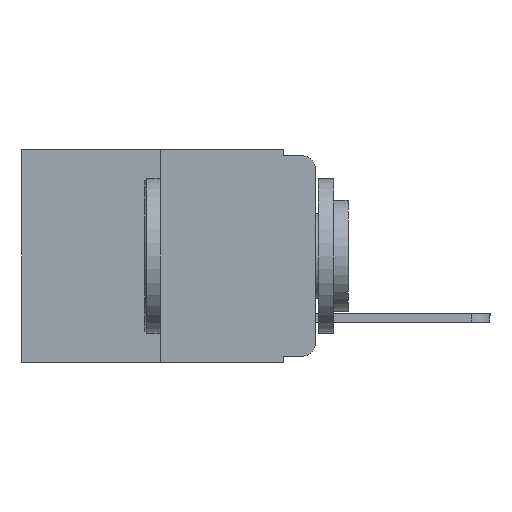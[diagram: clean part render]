
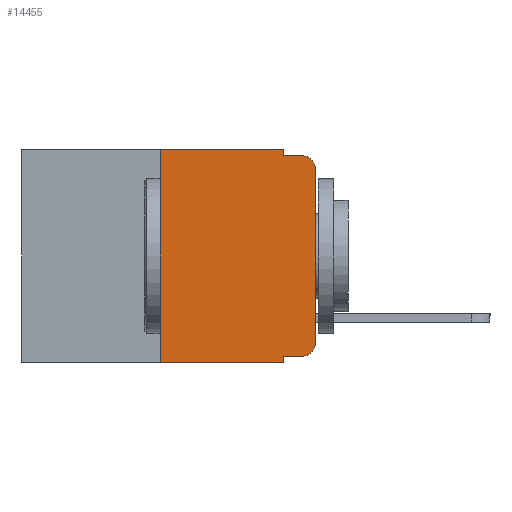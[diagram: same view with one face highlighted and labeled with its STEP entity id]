
A CAD part, left-side view. The second image highlights one B-rep face of the part: STEP entity #14455.
In plain terms, the highlighted planar face has unit normal (-1, 0, 0).
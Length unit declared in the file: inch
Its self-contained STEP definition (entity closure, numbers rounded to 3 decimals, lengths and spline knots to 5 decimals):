
#112 = CARTESIAN_POINT ( 'NONE',  ( 0., 0.473, 0. ) ) ;
#460 = EDGE_CURVE ( 'NONE', #542, #13815, #469, .T. ) ;
#469 = LINE ( 'NONE', #2586, #9684 ) ;
#542 = VERTEX_POINT ( 'NONE', #2000 ) ;
#904 = DIRECTION ( 'NONE',  ( 0., 0., -1. ) ) ;
#1132 = CARTESIAN_POINT ( 'NONE',  ( 0., 0.051, 0. ) ) ;
#1324 = CARTESIAN_POINT ( 'NONE',  ( 0., 0.02, -0.03 ) ) ;
#1508 = CARTESIAN_POINT ( 'NONE',  ( 0., 0.051, -0.333 ) ) ;
#2000 = CARTESIAN_POINT ( 'NONE',  ( 0., 0.25, 0. ) ) ;
#2106 = VERTEX_POINT ( 'NONE', #18964 ) ;
#2505 = FACE_OUTER_BOUND ( 'NONE', #16480, .T. ) ;
#2579 = ORIENTED_EDGE ( 'NONE', *, *, #10556, .F. ) ;
#2586 = CARTESIAN_POINT ( 'NONE',  ( 0., 0.473, 0. ) ) ;
#2609 = DIRECTION ( 'NONE',  ( 0., -1., 0. ) ) ;
#3278 = CARTESIAN_POINT ( 'NONE',  ( 0., 0., -0.03 ) ) ;
#3286 = DIRECTION ( 'NONE',  ( 0., 0., -1. ) ) ;
#3321 = LINE ( 'NONE', #3358, #4532 ) ;
#3358 = CARTESIAN_POINT ( 'NONE',  ( 0., 0.051, -0.333 ) ) ;
#4008 = CARTESIAN_POINT ( 'NONE',  ( 0., 0.02, -0.313 ) ) ;
#4015 = PLANE ( 'NONE',  #14291 ) ;
#4373 = CARTESIAN_POINT ( 'NONE',  ( 0., 0., -0.313 ) ) ;
#4530 = ORIENTED_EDGE ( 'NONE', *, *, #5018, .T. ) ;
#4532 = VECTOR ( 'NONE', #10473, 39.37008 ) ;
#4848 = ORIENTED_EDGE ( 'NONE', *, *, #13852, .T. ) ;
#5018 = EDGE_CURVE ( 'NONE', #13333, #14415, #17193, .T. ) ;
#5725 = ORIENTED_EDGE ( 'NONE', *, *, #9390, .F. ) ;
#5878 = DIRECTION ( 'NONE',  ( 0., 0., -1. ) ) ;
#5883 = DIRECTION ( 'NONE',  ( 1., 0., 0. ) ) ;
#6316 = LINE ( 'NONE', #18919, #19111 ) ;
#6787 = AXIS2_PLACEMENT_3D ( 'NONE', #1324, #13701, #3286 ) ;
#7076 = LINE ( 'NONE', #18788, #14968 ) ;
#7085 = EDGE_CURVE ( 'NONE', #17944, #17498, #9247, .T. ) ;
#7589 = ORIENTED_EDGE ( 'NONE', *, *, #14972, .T. ) ;
#7826 = LINE ( 'NONE', #13326, #20457 ) ;
#8055 = VERTEX_POINT ( 'NONE', #13186 ) ;
#8221 = VERTEX_POINT ( 'NONE', #3278 ) ;
#8248 = EDGE_CURVE ( 'NONE', #15489, #17944, #3321, .T. ) ;
#9244 = CARTESIAN_POINT ( 'NONE',  ( 0., 0.051, -0.343 ) ) ;
#9247 = CIRCLE ( 'NONE', #16202, 0.02 ) ;
#9390 = EDGE_CURVE ( 'NONE', #15489, #14415, #7826, .T. ) ;
#9401 = CARTESIAN_POINT ( 'NONE',  ( 0., 0.051, -0.01 ) ) ;
#9684 = VECTOR ( 'NONE', #2609, 39.37008 ) ;
#9796 = ORIENTED_EDGE ( 'NONE', *, *, #11641, .F. ) ;
#10473 = DIRECTION ( 'NONE',  ( 0., -1., 0. ) ) ;
#10556 = EDGE_CURVE ( 'NONE', #13333, #542, #7076, .T. ) ;
#10583 = DIRECTION ( 'NONE',  ( 0., 0., 1. ) ) ;
#10766 = CARTESIAN_POINT ( 'NONE',  ( 0., 0.25, -0.343 ) ) ;
#10843 = DIRECTION ( 'NONE',  ( 0., -1., 0. ) ) ;
#10881 = ORIENTED_EDGE ( 'NONE', *, *, #460, .F. ) ;
#11641 = EDGE_CURVE ( 'NONE', #13815, #2106, #12574, .T. ) ;
#12574 = LINE ( 'NONE', #14974, #20036 ) ;
#12724 = EDGE_CURVE ( 'NONE', #2106, #8055, #20001, .T. ) ;
#13186 = CARTESIAN_POINT ( 'NONE',  ( 0., 0.02, -0.01 ) ) ;
#13326 = CARTESIAN_POINT ( 'NONE',  ( 0., 0.051, 0. ) ) ;
#13333 = VERTEX_POINT ( 'NONE', #10766 ) ;
#13701 = DIRECTION ( 'NONE',  ( -1., 0., 0. ) ) ;
#13815 = VERTEX_POINT ( 'NONE', #1132 ) ;
#13852 = EDGE_CURVE ( 'NONE', #8221, #8055, #17936, .T. ) ;
#13929 = ORIENTED_EDGE ( 'NONE', *, *, #7085, .T. ) ;
#14030 = DIRECTION ( 'NONE',  ( 0., 0., 1. ) ) ;
#14291 = AXIS2_PLACEMENT_3D ( 'NONE', #112, #5883, #17687 ) ;
#14373 = DIRECTION ( 'NONE',  ( 0., -1., 0. ) ) ;
#14415 = VERTEX_POINT ( 'NONE', #9244 ) ;
#14455 = ADVANCED_FACE ( 'NONE', ( #2505 ), #4015, .F. ) ;
#14968 = VECTOR ( 'NONE', #10583, 39.37008 ) ;
#14972 = EDGE_CURVE ( 'NONE', #17498, #8221, #6316, .T. ) ;
#14974 = CARTESIAN_POINT ( 'NONE',  ( 0., 0.051, 0. ) ) ;
#15219 = ORIENTED_EDGE ( 'NONE', *, *, #8248, .T. ) ;
#15489 = VERTEX_POINT ( 'NONE', #1508 ) ;
#15612 = VECTOR ( 'NONE', #10843, 39.37008 ) ;
#15681 = VECTOR ( 'NONE', #14373, 39.37008 ) ;
#15898 = CARTESIAN_POINT ( 'NONE',  ( 0., 0.02, -0.333 ) ) ;
#15980 = DIRECTION ( 'NONE',  ( -1., 0., 0. ) ) ;
#16202 = AXIS2_PLACEMENT_3D ( 'NONE', #4008, #15980, #5878 ) ;
#16480 = EDGE_LOOP ( 'NONE', ( #7589, #4848, #18783, #9796, #10881, #2579, #4530, #5725, #15219, #13929 ) ) ;
#16575 = DIRECTION ( 'NONE',  ( 0., 0., -1. ) ) ;
#17193 = LINE ( 'NONE', #20595, #15612 ) ;
#17498 = VERTEX_POINT ( 'NONE', #4373 ) ;
#17687 = DIRECTION ( 'NONE',  ( 0., 0., -1. ) ) ;
#17936 = CIRCLE ( 'NONE', #6787, 0.02 ) ;
#17944 = VERTEX_POINT ( 'NONE', #15898 ) ;
#18783 = ORIENTED_EDGE ( 'NONE', *, *, #12724, .F. ) ;
#18788 = CARTESIAN_POINT ( 'NONE',  ( 0., 0.25, 0. ) ) ;
#18919 = CARTESIAN_POINT ( 'NONE',  ( 0., 0., 0. ) ) ;
#18964 = CARTESIAN_POINT ( 'NONE',  ( 0., 0.051, -0.01 ) ) ;
#19111 = VECTOR ( 'NONE', #14030, 39.37008 ) ;
#20001 = LINE ( 'NONE', #9401, #15681 ) ;
#20036 = VECTOR ( 'NONE', #904, 39.37008 ) ;
#20457 = VECTOR ( 'NONE', #16575, 39.37008 ) ;
#20595 = CARTESIAN_POINT ( 'NONE',  ( 0., 0.473, -0.343 ) ) ;
